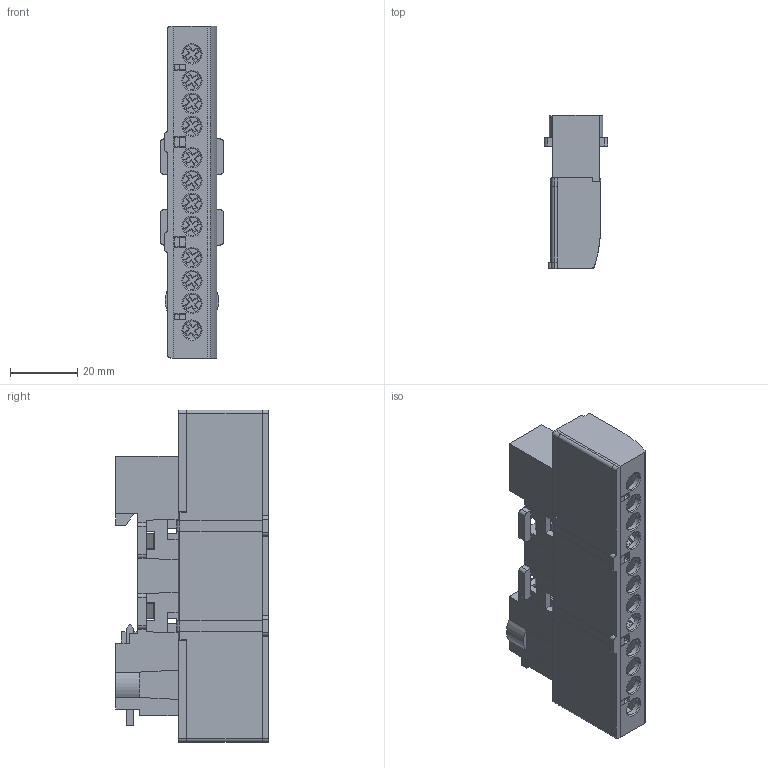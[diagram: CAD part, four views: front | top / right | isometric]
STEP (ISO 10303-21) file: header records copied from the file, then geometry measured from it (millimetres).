
FILE_DESCRIPTION (( 'STEP AP214' ), '1' );
FILE_NAME ('KSN-6-8x12-12 BLUE.STEP', '2023-11-22T12:51:28', ( '' ), ( '' ), 'SwSTEP 2.0', 'SolidWorks 2022', '' );
FILE_SCHEMA (( 'AUTOMOTIVE_DESIGN' ));
Length unit declared in the file: millimetre
Products named in the file (7): защелка; крышка2 8х12-12_140421.STEP; Подставка универсал 140421.STEP; КМ Шина 12 - 8х12_(2).STEP; крышка 8х12-12_140421.STEP; KSN-6-8x12-12 BLUE; Винт М5х10.STEP
Assembly tree (17 placements, depth 2):
  KSN-6-8x12-12 BLUE
    Подставка универсал 140421.STEP
    крышка 8х12-12_140421.STEP
    крышка2 8х12-12_140421.STEP
    КМ Шина 12 - 8х12_(2).STEP
    Винт М5х10.STEP  x12
    защелка
Bounding box: 18.8 x 45.4 x 98.6 mm (x, y, z)
Volume: 32073 mm3; surface area: 35617.4 mm2
Topology: 17 solids, 17 shells, 1730 faces, 4709 edges, 3058 vertices
Faces by surface type: plane 1044, cylinder 269, bspline 224, cone 121, torus 72
Entity records: 59129 total; most frequent: CARTESIAN_POINT 21571, ORIENTED_EDGE 7790, DIRECTION 6390, EDGE_CURVE 3895, VECTOR 2738, LINE 2738, VERTEX_POINT 2530, AXIS2_PLACEMENT_3D 1826
